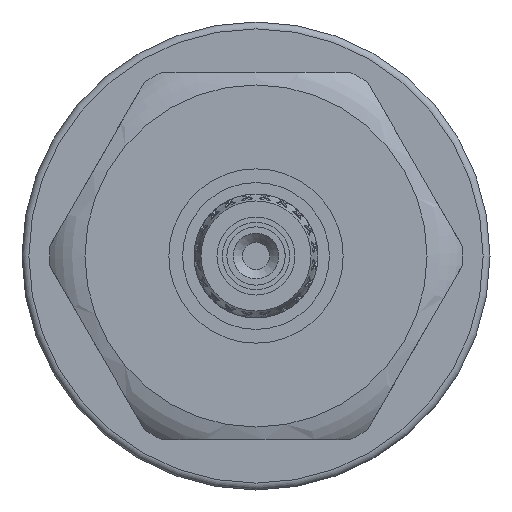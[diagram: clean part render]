
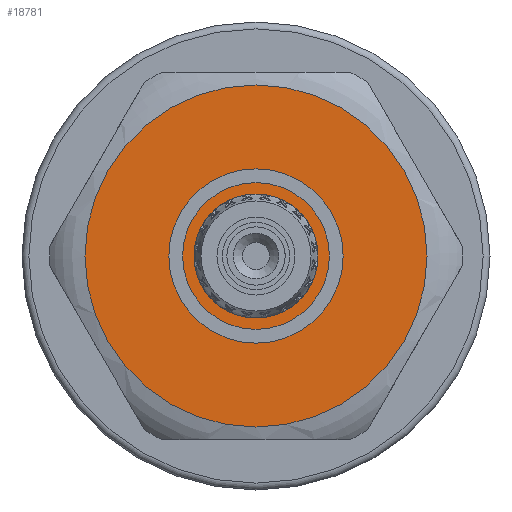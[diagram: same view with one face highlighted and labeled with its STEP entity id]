
A CAD part, left-side view. The second image highlights one B-rep face of the part: STEP entity #18781.
In plain terms, the highlighted planar face has unit normal (-1, 0, 0).
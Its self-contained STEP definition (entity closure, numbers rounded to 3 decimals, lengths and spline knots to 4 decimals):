
#108=PLANE('',#19841);
#7814=ORIENTED_EDGE('',*,*,#12697,.F.);
#7815=ORIENTED_EDGE('',*,*,#12690,.F.);
#12690=EDGE_CURVE('',#14592,#14592,#14851,.F.);
#12697=EDGE_CURVE('',#14593,#14593,#14858,.T.);
#14592=VERTEX_POINT('',#53769);
#14593=VERTEX_POINT('',#53778);
#14851=CIRCLE('',#19834,3.7276);
#14858=CIRCLE('',#19842,1.25);
#15804=EDGE_LOOP('',(#7814));
#15805=EDGE_LOOP('',(#7815));
#17289=FACE_BOUND('',#15804,.T.);
#17290=FACE_BOUND('',#15805,.T.);
#18781=ADVANCED_FACE('',(#17289,#17290),#108,.T.);
#19834=AXIS2_PLACEMENT_3D('',#53768,#20980,#20981);
#19841=AXIS2_PLACEMENT_3D('',#53776,#20994,#20995);
#19842=AXIS2_PLACEMENT_3D('',#53777,#20996,#20997);
#20980=DIRECTION('',(-1.,0.,0.));
#20981=DIRECTION('',(0.,0.,1.));
#20994=DIRECTION('',(-1.,0.,0.));
#20995=DIRECTION('',(0.,0.,1.));
#20996=DIRECTION('',(-1.,0.,0.));
#20997=DIRECTION('',(0.,0.,1.));
#53768=CARTESIAN_POINT('',(-3.4,0.,0.));
#53769=CARTESIAN_POINT('',(-3.4,0.,3.7276));
#53776=CARTESIAN_POINT('',(-3.4,0.,0.));
#53777=CARTESIAN_POINT('',(-3.4,0.,0.));
#53778=CARTESIAN_POINT('',(-3.4,0.,1.25));
